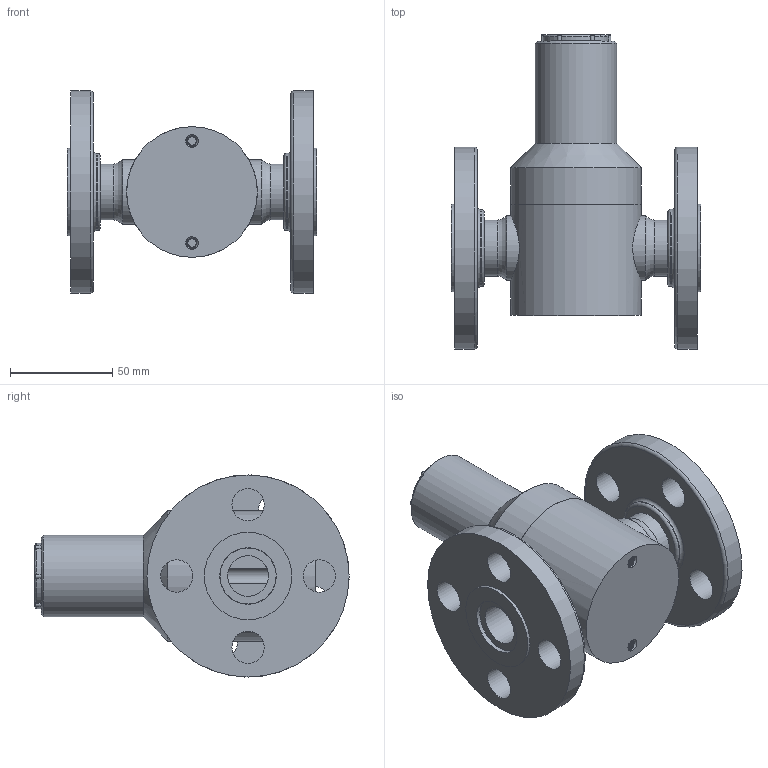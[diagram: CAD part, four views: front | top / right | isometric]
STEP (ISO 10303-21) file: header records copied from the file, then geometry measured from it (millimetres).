
FILE_DESCRIPTION (( 'STEP AP214' ), '1' );
FILE_NAME ('3-4-1104-3X-150.STEP', '2019-05-20T14:39:32', ( '' ), ( '' ), 'SwSTEP 2.0', 'SolidWorks 2019', '' );
FILE_SCHEMA (( 'AUTOMOTIVE_DESIGN' ));
Length unit declared in the file: millimetre
Products named in the file (13): 25mm Dust Cap; 3-4-1104-3X-150; 3-4 flange stub PS-11-921; 316 mc body 3-4; class_150_flange_nps_3_4_slip_on_rf; PVC Bonnet all size; PVC Bonnet all size_25mm PVC-304
Assembly tree (7 placements, depth 2):
  25mm Dust Cap
  3-4-1104-3X-150
    3-4 flange stub PS-11-921  x2
    316 mc body 3-4
    PVC Bonnet all size_25mm PVC-304
    class_150_flange_nps_3_4_slip_on_rf  x2
    25mm Dust Cap
  3-4 flange stub PS-11-921
  class_150_flange_nps_3_4_slip_on_rf
  316 mc body 3-4
Bounding box: 122 x 153.9 x 99 mm (x, y, z)
Volume: 484483.9 mm3; surface area: 98176.8 mm2
Topology: 7 solids, 7 shells, 131 faces, 291 edges, 190 vertices
Faces by surface type: cylinder 52, plane 44, torus 16, bspline 12, cone 7
Full cylindrical faces by diameter (mm): 7.5 x1, 14.5 x1, 15.8 x8, 20 x4, 22 x1, 27.5 x2, 27.7 x2, 30 x1, 31.8 x4, 33 x1, 38 x2, 39 x1, 40 x1, 41.198 x1, 42.9 x2, 45 x1, 64 x2, 99 x2
Entity records: 12147 total; most frequent: CARTESIAN_POINT 9730, DIRECTION 439, ORIENTED_EDGE 356, AXIS2_PLACEMENT_3D 210, EDGE_LOOP 184, EDGE_CURVE 178, FACE_OUTER_BOUND 148, VERTEX_POINT 138
